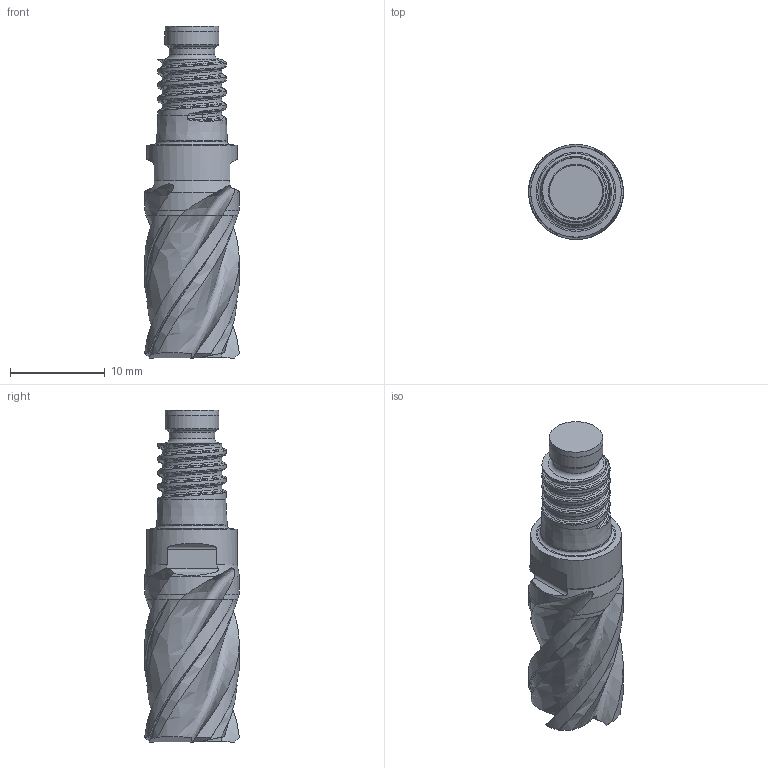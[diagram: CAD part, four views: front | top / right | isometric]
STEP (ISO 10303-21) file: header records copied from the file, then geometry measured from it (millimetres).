
FILE_DESCRIPTION(/* description */ (' '),/* implementation_level */ '2;1');
FILE_NAME(/* name */ 'UKDV1000X4CV_GTM.stp',/* time_stamp */ '2018-09-12T11:31:16+05:00',/* author */ (''),/* organization */ (''),/* preprocessor_version */ 'ST-DEVELOPER v15',/* originating_system */ 'SIEMENS PLM Software NX 9.0',/* authorisation */ '');
FILE_SCHEMA (('AUTOMOTIVE_DESIGN { 1 0 10303 214 3 1 1 1 }'));
Length unit declared in the file: millimetre
Products named in the file (1): UKDV1000X4CV_GTM
Bounding box: 9.99 x 10 x 34.98 mm (x, y, z)
Volume: 1741.5 mm3; surface area: 1358.4 mm2
Topology: 2 solids, 2 shells, 102 faces, 278 edges, 188 vertices
Faces by surface type: bspline 37, plane 23, cylinder 20, cone 10, torus 7, extrusion 5
Full cylindrical faces by diameter (mm): 5.688 x1, 7.457 x1, 9.55 x1
Entity records: 15863 total; most frequent: CARTESIAN_POINT 13747, ORIENTED_EDGE 512, DIRECTION 282, EDGE_CURVE 256, VERTEX_POINT 173, B_SPLINE_CURVE_WITH_KNOTS 140, AXIS2_PLACEMENT_3D 124, EDGE_LOOP 115
